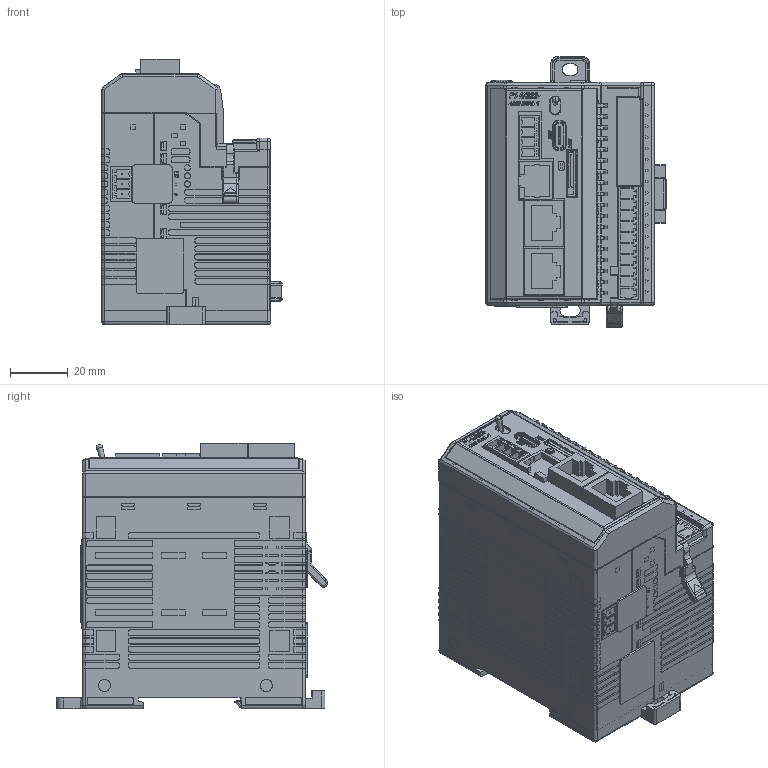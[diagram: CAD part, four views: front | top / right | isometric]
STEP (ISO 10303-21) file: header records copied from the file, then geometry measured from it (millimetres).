
FILE_DESCRIPTION (( 'STEP AP214' ), '1' );
FILE_NAME ('P1-M622-4ADL2DAL-1.STEP', '2025-05-20T02:23:49', ( '' ), ( '' ), 'SwSTEP 2.0', 'SolidWorks 2024', '' );
FILE_SCHEMA (( 'AUTOMOTIVE_DESIGN' ));
Length unit declared in the file: inch
Products named in the file (1): P1-M622-4ADL2DAL-1
Bounding box: 62.27 x 93.64 x 91.68 mm (x, y, z)
Volume: 35826.1 mm3; surface area: 77387.1 mm2
Topology: 15 solids, 26 shells, 3845 faces, 10098 edges, 6452 vertices
Faces by surface type: plane 2231, cylinder 892, bspline 672, cone 40, torus 10
Entity records: 132784 total; most frequent: CARTESIAN_POINT 41744, ORIENTED_EDGE 20072, DIRECTION 17126, EDGE_CURVE 10036, VECTOR 6640, LINE 6640, VERTEX_POINT 6452, AXIS2_PLACEMENT_3D 5243
